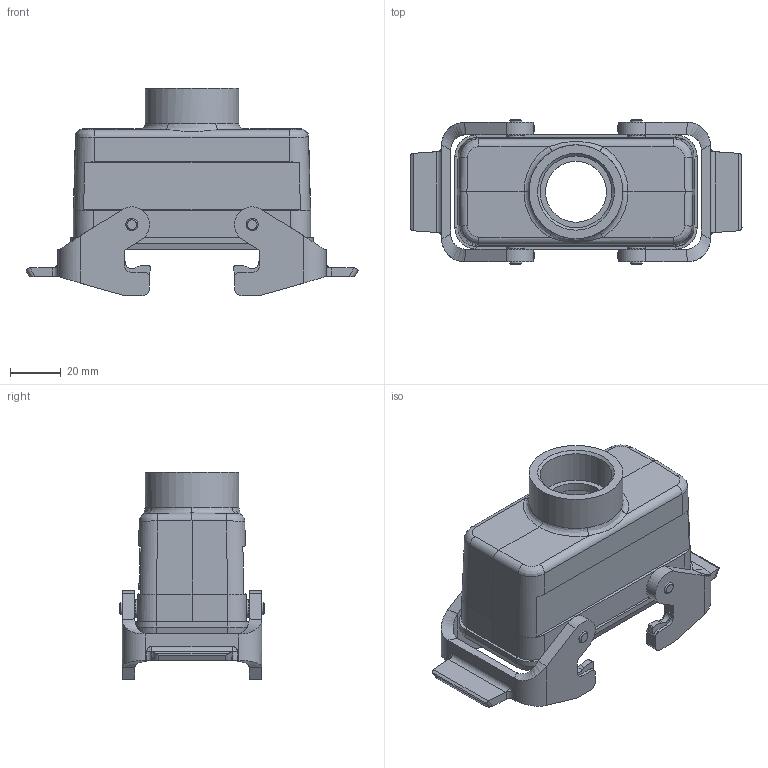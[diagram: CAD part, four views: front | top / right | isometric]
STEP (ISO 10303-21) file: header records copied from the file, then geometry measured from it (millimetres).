
FILE_DESCRIPTION(/* description */ (''),/* implementation_level */ '2;1');
FILE_NAME(/* name */ '100762793ugm000_a.stp',/* time_stamp */ '2019-08-05T08:40:36+02:00',/* author */ (''),/* organization */ (''),/* preprocessor_version */ 'ST-DEVELOPER v16.7',/* originating_system */ 'SIEMENS PLM Software NX 12.0',/* authorisation */ '');
FILE_SCHEMA (('AUTOMOTIVE_DESIGN { 1 0 10303 214 3 1 1 1 }'));
Length unit declared in the file: millimetre
Products named in the file (1): 100762793ugm000_a
Bounding box: 130.9 x 57 x 81.7 mm (x, y, z)
Volume: 77029.5 mm3; surface area: 47345.2 mm2
Topology: 3 solids, 3 shells, 558 faces, 1464 edges, 936 vertices
Faces by surface type: plane 309, cylinder 143, bspline 86, cone 19, torus 1
Full cylindrical faces by diameter (mm): 3 x4, 4 x4, 4.8 x4, 7 x4, 24 x1, 28.3 x1, 37 x1
Entity records: 22968 total; most frequent: CARTESIAN_POINT 5909, ORIENTED_EDGE 2804, DIRECTION 2510, EDGE_CURVE 1402, VERTEX_POINT 920, LINE 912, VECTOR 912, AXIS2_PLACEMENT_3D 799
